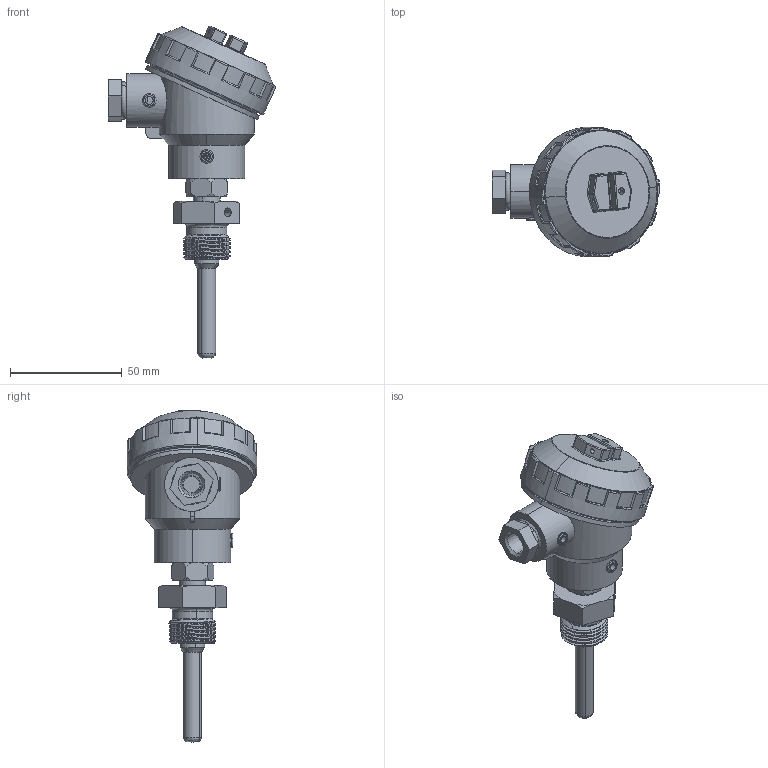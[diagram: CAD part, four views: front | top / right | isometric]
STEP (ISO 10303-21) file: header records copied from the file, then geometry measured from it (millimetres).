
FILE_DESCRIPTION (( 'STEP AP203' ), '1' );
FILE_NAME ('ﾊﾄﾒﾑ105-ﾐﾒ100.ﾂ2.60.STEP', '2019-12-03T10:15:41', ( '' ), ( '' ), 'SwSTEP 2.0', 'SolidWorks 2015', '' );
FILE_SCHEMA (( 'CONFIG_CONTROL_DESIGN' ));
Length unit declared in the file: millimetre
Products named in the file (14): úþ¨ÿº¸; Tøýª þ¸ýþòð; ¦õ¨õ¿þô 1ú1; ｦ釚ｰ橳; Tªºûúð ýø÷; ｦｨvｰ橳; ｦｨ涇橳; ¦þýªðúª; ︴; ｦｨ涇橳 2; ｦLTL.713751.430.1471 (+ｪｺ｡ D5); 印TL.713751.430.1472; ﾊﾄﾒﾑ105-ﾐﾒ100.ﾂ2.60; -LT+Lｦ-TｦL+ｦL
Assembly tree (22 placements, depth 2):
  ﾊﾄﾒﾑ105-ﾐﾒ100.ﾂ2.60
    úþ¨ÿº¸
    Tªºûúð ýø÷
    ｦｨ涇橳
    ｦｨ涇橳 2
    ︴
    Tøýª þ¸ýþòð  x8
    ¦þýªðúª  x3
    ｦ釚ｰ橳
    ｦｨvｰ橳
    印TL.713751.430.1472
    ¦õ¨õ¿þô 1ú1
    -LT+Lｦ-TｦL+ｦL
    ｦLTL.713751.430.1471 (+ｪｺ｡ D5)
Bounding box: 74.93 x 57.99 x 148.23 mm (x, y, z)
Volume: 79156.1 mm3; surface area: 45934.8 mm2
Topology: 22 solids, 22 shells, 703 faces, 1732 edges, 1107 vertices
Faces by surface type: cylinder 263, plane 250, cone 79, torus 69, sphere 26, bspline 16
Entity records: 24320 total; most frequent: CARTESIAN_POINT 9264, DIRECTION 2802, ORIENTED_EDGE 2790, EDGE_CURVE 1395, AXIS2_PLACEMENT_3D 1095, VERTEX_POINT 897, EDGE_LOOP 644, VECTOR 612
